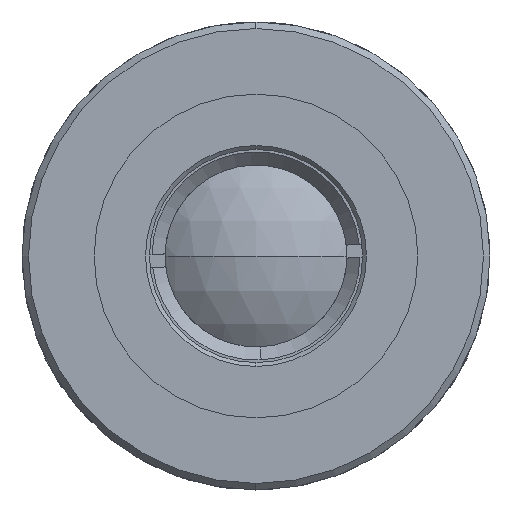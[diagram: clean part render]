
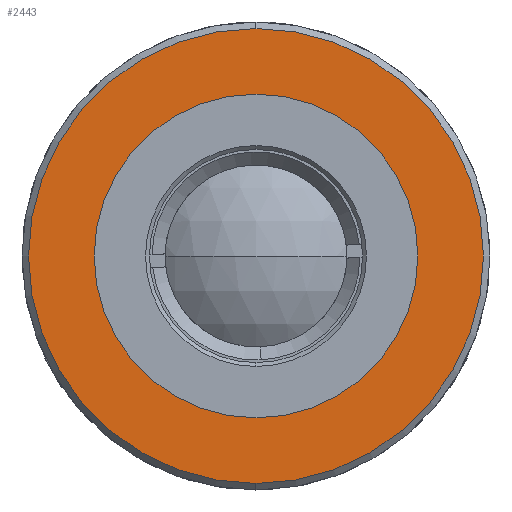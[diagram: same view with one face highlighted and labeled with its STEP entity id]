
A CAD part, left-side view. The second image highlights one B-rep face of the part: STEP entity #2443.
In plain terms, the highlighted planar face has unit normal (-1, 0, 0).
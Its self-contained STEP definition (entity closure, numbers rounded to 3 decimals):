
#342 = DIRECTION ( 'NONE',  ( 0., 0., -1. ) ) ;
#421 = CARTESIAN_POINT ( 'NONE',  ( -5.002, 18., 0. ) ) ;
#514 = CARTESIAN_POINT ( 'NONE',  ( -5.002, 0., 0. ) ) ;
#667 = DIRECTION ( 'NONE',  ( -1., 0., 0. ) ) ;
#945 = EDGE_CURVE ( 'NONE', #1096, #1220, #1730, .T. ) ;
#1026 = CARTESIAN_POINT ( 'NONE',  ( -5.002, 0., 12.45 ) ) ;
#1096 = VERTEX_POINT ( 'NONE', #2227 ) ;
#1220 = VERTEX_POINT ( 'NONE', #5072 ) ;
#1562 = AXIS2_PLACEMENT_3D ( 'NONE', #421, #4020, #3703 ) ;
#1563 = CARTESIAN_POINT ( 'NONE',  ( -5.002, 0., -12.45 ) ) ;
#1730 = CIRCLE ( 'NONE', #4026, 17.5 ) ;
#1877 = CARTESIAN_POINT ( 'NONE',  ( -5.002, 0., 0. ) ) ;
#1978 = VERTEX_POINT ( 'NONE', #1026 ) ;
#1998 = DIRECTION ( 'NONE',  ( -1., 0., 0. ) ) ;
#1999 = AXIS2_PLACEMENT_3D ( 'NONE', #514, #3391, #4550 ) ;
#2108 = ORIENTED_EDGE ( 'NONE', *, *, #2804, .F. ) ;
#2161 = AXIS2_PLACEMENT_3D ( 'NONE', #3669, #2867, #4046 ) ;
#2227 = CARTESIAN_POINT ( 'NONE',  ( -5.002, 0., -17.5 ) ) ;
#2281 = DIRECTION ( 'NONE',  ( 0., 0., 1. ) ) ;
#2443 = ADVANCED_FACE ( 'NONE', ( #3998, #3195 ), #4818, .F. ) ;
#2804 = EDGE_CURVE ( 'NONE', #4978, #1978, #3083, .T. ) ;
#2867 = DIRECTION ( 'NONE',  ( -1., 0., 0. ) ) ;
#3032 = ORIENTED_EDGE ( 'NONE', *, *, #945, .T. ) ;
#3083 = CIRCLE ( 'NONE', #2161, 12.45 ) ;
#3084 = EDGE_LOOP ( 'NONE', ( #3032, #5092 ) ) ;
#3195 = FACE_BOUND ( 'NONE', #5186, .T. ) ;
#3388 = CIRCLE ( 'NONE', #3738, 12.45 ) ;
#3391 = DIRECTION ( 'NONE',  ( -1., 0., 0. ) ) ;
#3669 = CARTESIAN_POINT ( 'NONE',  ( -5.002, 0., 0. ) ) ;
#3703 = DIRECTION ( 'NONE',  ( 0., 0., -1. ) ) ;
#3738 = AXIS2_PLACEMENT_3D ( 'NONE', #1877, #667, #2281 ) ;
#3775 = EDGE_CURVE ( 'NONE', #1220, #1096, #4201, .T. ) ;
#3970 = CARTESIAN_POINT ( 'NONE',  ( -5.002, 0., 0. ) ) ;
#3998 = FACE_OUTER_BOUND ( 'NONE', #3084, .T. ) ;
#4020 = DIRECTION ( 'NONE',  ( 1., 0., 0. ) ) ;
#4026 = AXIS2_PLACEMENT_3D ( 'NONE', #3970, #1998, #342 ) ;
#4046 = DIRECTION ( 'NONE',  ( 0., 0., 1. ) ) ;
#4201 = CIRCLE ( 'NONE', #1999, 17.5 ) ;
#4202 = ORIENTED_EDGE ( 'NONE', *, *, #4992, .F. ) ;
#4550 = DIRECTION ( 'NONE',  ( 0., 0., -1. ) ) ;
#4818 = PLANE ( 'NONE',  #1562 ) ;
#4978 = VERTEX_POINT ( 'NONE', #1563 ) ;
#4992 = EDGE_CURVE ( 'NONE', #1978, #4978, #3388, .T. ) ;
#5072 = CARTESIAN_POINT ( 'NONE',  ( -5.002, 0., 17.5 ) ) ;
#5092 = ORIENTED_EDGE ( 'NONE', *, *, #3775, .T. ) ;
#5186 = EDGE_LOOP ( 'NONE', ( #4202, #2108 ) ) ;
